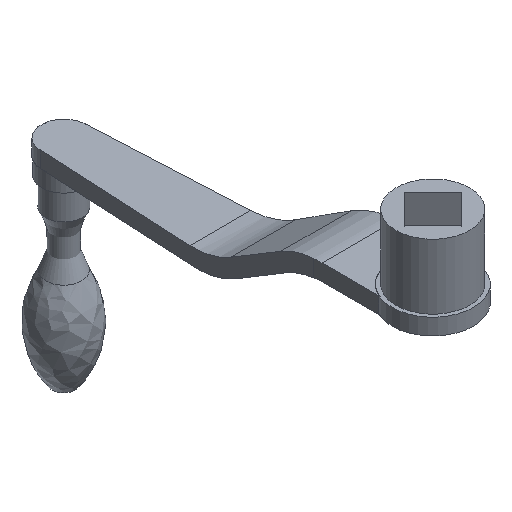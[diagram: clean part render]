
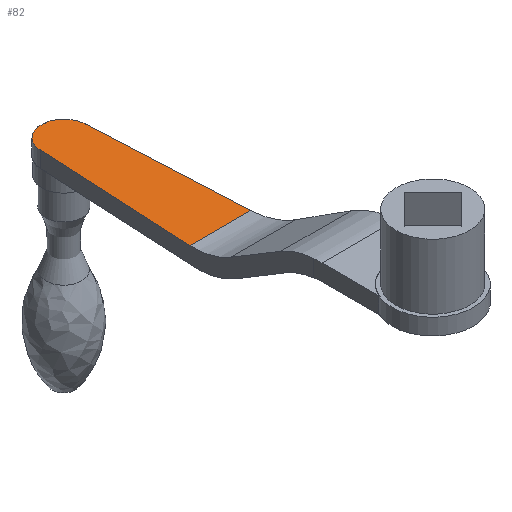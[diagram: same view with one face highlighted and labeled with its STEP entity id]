
A CAD part, isometric view. The second image highlights one B-rep face of the part: STEP entity #82.
In plain terms, the highlighted planar face has unit normal (0, 0, 1).
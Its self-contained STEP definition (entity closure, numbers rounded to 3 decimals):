
#82 = ADVANCED_FACE( '', ( #183 ), #184, .F. );
#183 = FACE_OUTER_BOUND( '', #299, .T. );
#184 = PLANE( '', #300 );
#299 = EDGE_LOOP( '', ( #503, #504, #505, #506, #507, #508 ) );
#300 = AXIS2_PLACEMENT_3D( '', #509, #510, #511 );
#503 = ORIENTED_EDGE( '', *, *, #690, .T. );
#504 = ORIENTED_EDGE( '', *, *, #719, .T. );
#505 = ORIENTED_EDGE( '', *, *, #682, .F. );
#506 = ORIENTED_EDGE( '', *, *, #720, .T. );
#507 = ORIENTED_EDGE( '', *, *, #721, .T. );
#508 = ORIENTED_EDGE( '', *, *, #722, .T. );
#509 = CARTESIAN_POINT( '', ( 20., 212.02, -66.4 ) );
#510 = DIRECTION( '', ( 0., 0., -1. ) );
#511 = DIRECTION( '', ( -1., 0., 0. ) );
#682 = EDGE_CURVE( '', #798, #794, #800, .T. );
#690 = EDGE_CURVE( '', #814, #811, #815, .F. );
#719 = EDGE_CURVE( '', #811, #794, #859, .T. );
#720 = EDGE_CURVE( '', #798, #860, #861, .T. );
#721 = EDGE_CURVE( '', #860, #862, #863, .F. );
#722 = EDGE_CURVE( '', #862, #814, #864, .T. );
#794 = VERTEX_POINT( '', #953 );
#798 = VERTEX_POINT( '', #958 );
#800 = LINE( '', #960, #961 );
#811 = VERTEX_POINT( '', #976 );
#814 = VERTEX_POINT( '', #980 );
#815 = CIRCLE( '', #981, 12.2 );
#859 = LINE( '', #1035, #1036 );
#860 = VERTEX_POINT( '', #1037 );
#861 = LINE( '', #1038, #1039 );
#862 = VERTEX_POINT( '', #1040 );
#863 = CIRCLE( '', #1041, 12.2 );
#864 = LINE( '', #1042, #1043 );
#953 = CARTESIAN_POINT( '', ( -16.464, 115.122, -66.4 ) );
#958 = CARTESIAN_POINT( '', ( 16.464, 115.122, -66.4 ) );
#960 = CARTESIAN_POINT( '', ( 20., 115.122, -66.4 ) );
#961 = VECTOR( '', #1143, 1000. );
#976 = CARTESIAN_POINT( '', ( -12.185, 200.61, -66.4 ) );
#980 = CARTESIAN_POINT( '', ( -2.088, 212.02, -66.4 ) );
#981 = AXIS2_PLACEMENT_3D( '', #1149, #1150, #1151 );
#1035 = CARTESIAN_POINT( '', ( -11.534, 213.599, -66.4 ) );
#1036 = VECTOR( '', #1192, 1000. );
#1037 = CARTESIAN_POINT( '', ( 12.185, 200.61, -66.4 ) );
#1038 = CARTESIAN_POINT( '', ( 11.634, 211.601, -66.4 ) );
#1039 = VECTOR( '', #1193, 1000. );
#1040 = CARTESIAN_POINT( '', ( 2.088, 212.02, -66.4 ) );
#1041 = AXIS2_PLACEMENT_3D( '', #1194, #1195, #1196 );
#1042 = CARTESIAN_POINT( '', ( 20., 212.02, -66.4 ) );
#1043 = VECTOR( '', #1197, 1000. );
#1143 = DIRECTION( '', ( -1., 0., 0. ) );
#1149 = CARTESIAN_POINT( '', ( 0., 200., -66.4 ) );
#1150 = DIRECTION( '', ( 0., 0., -1. ) );
#1151 = DIRECTION( '', ( -1., 0., 0. ) );
#1192 = DIRECTION( '', ( -0.05, -0.999, 0. ) );
#1193 = DIRECTION( '', ( -0.05, 0.999, 0. ) );
#1194 = CARTESIAN_POINT( '', ( 0., 200., -66.4 ) );
#1195 = DIRECTION( '', ( 0., 0., -1. ) );
#1196 = DIRECTION( '', ( -1., 0., 0. ) );
#1197 = DIRECTION( '', ( -1., 0., 0. ) );
